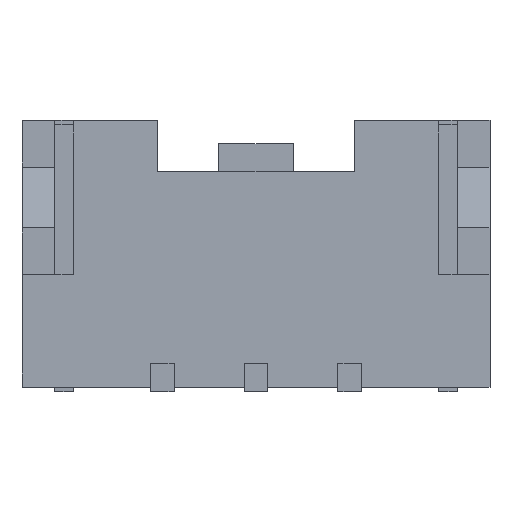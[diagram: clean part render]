
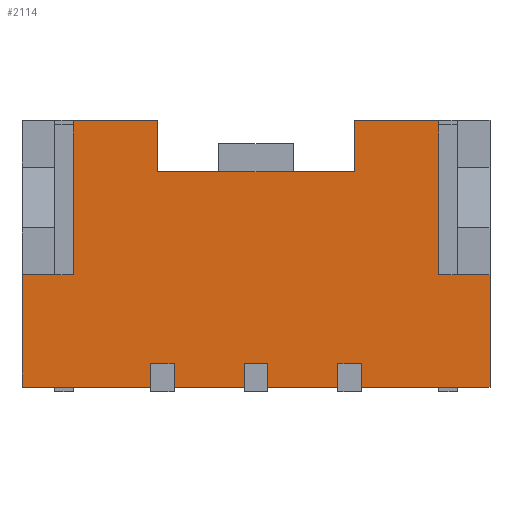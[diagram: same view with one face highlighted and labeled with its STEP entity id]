
A CAD part, front view. The second image highlights one B-rep face of the part: STEP entity #2114.
In plain terms, the highlighted planar face has unit normal (0, -1, 0).
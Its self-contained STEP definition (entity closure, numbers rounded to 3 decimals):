
#22=FACE_OUTER_BOUND('',#128,.T.);
#128=EDGE_LOOP('',(#1330,#1331,#1332,#1333,#1334,#1335,#1336,#1337,#1338,
#1339,#1340,#1341,#1342,#1343,#1344,#1345,#1346,#1347,#1348,#1349,#1350,
#1351,#1352,#1353,#1354,#1355,#1356,#1357));
#235=LINE('',#2850,#529);
#239=LINE('',#2858,#533);
#245=LINE('',#2870,#539);
#249=LINE('',#2878,#543);
#250=LINE('',#2880,#544);
#251=LINE('',#2882,#545);
#252=LINE('',#2884,#546);
#253=LINE('',#2886,#547);
#254=LINE('',#2888,#548);
#255=LINE('',#2890,#549);
#256=LINE('',#2892,#550);
#257=LINE('',#2894,#551);
#258=LINE('',#2896,#552);
#259=LINE('',#2898,#553);
#260=LINE('',#2900,#554);
#261=LINE('',#2902,#555);
#262=LINE('',#2904,#556);
#263=LINE('',#2906,#557);
#264=LINE('',#2908,#558);
#265=LINE('',#2910,#559);
#266=LINE('',#2912,#560);
#267=LINE('',#2914,#561);
#268=LINE('',#2916,#562);
#269=LINE('',#2918,#563);
#270=LINE('',#2920,#564);
#271=LINE('',#2922,#565);
#272=LINE('',#2924,#566);
#273=LINE('',#2925,#567);
#529=VECTOR('',#2341,1000.);
#533=VECTOR('',#2347,1000.);
#539=VECTOR('',#2357,1000.);
#543=VECTOR('',#2363,1000.);
#544=VECTOR('',#2364,1000.);
#545=VECTOR('',#2365,1000.);
#546=VECTOR('',#2366,1000.);
#547=VECTOR('',#2367,1000.);
#548=VECTOR('',#2368,1000.);
#549=VECTOR('',#2369,1000.);
#550=VECTOR('',#2370,1000.);
#551=VECTOR('',#2371,1000.);
#552=VECTOR('',#2372,1000.);
#553=VECTOR('',#2373,1000.);
#554=VECTOR('',#2374,1000.);
#555=VECTOR('',#2375,1000.);
#556=VECTOR('',#2376,1000.);
#557=VECTOR('',#2377,1000.);
#558=VECTOR('',#2378,1000.);
#559=VECTOR('',#2379,1000.);
#560=VECTOR('',#2380,1000.);
#561=VECTOR('',#2381,1000.);
#562=VECTOR('',#2382,1000.);
#563=VECTOR('',#2383,1000.);
#564=VECTOR('',#2384,1000.);
#565=VECTOR('',#2385,1000.);
#566=VECTOR('',#2386,1000.);
#567=VECTOR('',#2387,1000.);
#822=VERTEX_POINT('',#2846);
#824=VERTEX_POINT('',#2849);
#826=VERTEX_POINT('',#2855);
#831=VERTEX_POINT('',#2869);
#834=VERTEX_POINT('',#2877);
#835=VERTEX_POINT('',#2879);
#836=VERTEX_POINT('',#2881);
#837=VERTEX_POINT('',#2883);
#838=VERTEX_POINT('',#2885);
#839=VERTEX_POINT('',#2887);
#840=VERTEX_POINT('',#2889);
#841=VERTEX_POINT('',#2891);
#842=VERTEX_POINT('',#2893);
#843=VERTEX_POINT('',#2895);
#844=VERTEX_POINT('',#2897);
#845=VERTEX_POINT('',#2899);
#846=VERTEX_POINT('',#2901);
#847=VERTEX_POINT('',#2903);
#848=VERTEX_POINT('',#2905);
#849=VERTEX_POINT('',#2907);
#850=VERTEX_POINT('',#2909);
#851=VERTEX_POINT('',#2911);
#852=VERTEX_POINT('',#2913);
#853=VERTEX_POINT('',#2915);
#854=VERTEX_POINT('',#2917);
#855=VERTEX_POINT('',#2919);
#856=VERTEX_POINT('',#2921);
#857=VERTEX_POINT('',#2923);
#1017=EDGE_CURVE('',#822,#824,#235,.T.);
#1021=EDGE_CURVE('',#822,#826,#239,.T.);
#1027=EDGE_CURVE('',#824,#831,#245,.T.);
#1031=EDGE_CURVE('',#834,#826,#249,.T.);
#1032=EDGE_CURVE('',#835,#834,#250,.T.);
#1033=EDGE_CURVE('',#836,#835,#251,.T.);
#1034=EDGE_CURVE('',#836,#837,#252,.T.);
#1035=EDGE_CURVE('',#838,#837,#253,.T.);
#1036=EDGE_CURVE('',#839,#838,#254,.T.);
#1037=EDGE_CURVE('',#840,#839,#255,.T.);
#1038=EDGE_CURVE('',#840,#841,#256,.T.);
#1039=EDGE_CURVE('',#842,#841,#257,.T.);
#1040=EDGE_CURVE('',#843,#842,#258,.T.);
#1041=EDGE_CURVE('',#844,#843,#259,.T.);
#1042=EDGE_CURVE('',#845,#844,#260,.T.);
#1043=EDGE_CURVE('',#845,#846,#261,.T.);
#1044=EDGE_CURVE('',#847,#846,#262,.T.);
#1045=EDGE_CURVE('',#847,#848,#263,.T.);
#1046=EDGE_CURVE('',#848,#849,#264,.T.);
#1047=EDGE_CURVE('',#849,#850,#265,.T.);
#1048=EDGE_CURVE('',#850,#851,#266,.T.);
#1049=EDGE_CURVE('',#851,#852,#267,.T.);
#1050=EDGE_CURVE('',#852,#853,#268,.T.);
#1051=EDGE_CURVE('',#853,#854,#269,.T.);
#1052=EDGE_CURVE('',#854,#855,#270,.T.);
#1053=EDGE_CURVE('',#855,#856,#271,.T.);
#1054=EDGE_CURVE('',#856,#857,#272,.T.);
#1055=EDGE_CURVE('',#831,#857,#273,.T.);
#1330=ORIENTED_EDGE('',*,*,#1017,.F.);
#1331=ORIENTED_EDGE('',*,*,#1021,.T.);
#1332=ORIENTED_EDGE('',*,*,#1031,.F.);
#1333=ORIENTED_EDGE('',*,*,#1032,.F.);
#1334=ORIENTED_EDGE('',*,*,#1033,.F.);
#1335=ORIENTED_EDGE('',*,*,#1034,.T.);
#1336=ORIENTED_EDGE('',*,*,#1035,.F.);
#1337=ORIENTED_EDGE('',*,*,#1036,.F.);
#1338=ORIENTED_EDGE('',*,*,#1037,.F.);
#1339=ORIENTED_EDGE('',*,*,#1038,.T.);
#1340=ORIENTED_EDGE('',*,*,#1039,.F.);
#1341=ORIENTED_EDGE('',*,*,#1040,.F.);
#1342=ORIENTED_EDGE('',*,*,#1041,.F.);
#1343=ORIENTED_EDGE('',*,*,#1042,.F.);
#1344=ORIENTED_EDGE('',*,*,#1043,.T.);
#1345=ORIENTED_EDGE('',*,*,#1044,.F.);
#1346=ORIENTED_EDGE('',*,*,#1045,.T.);
#1347=ORIENTED_EDGE('',*,*,#1046,.T.);
#1348=ORIENTED_EDGE('',*,*,#1047,.T.);
#1349=ORIENTED_EDGE('',*,*,#1048,.T.);
#1350=ORIENTED_EDGE('',*,*,#1049,.T.);
#1351=ORIENTED_EDGE('',*,*,#1050,.T.);
#1352=ORIENTED_EDGE('',*,*,#1051,.T.);
#1353=ORIENTED_EDGE('',*,*,#1052,.T.);
#1354=ORIENTED_EDGE('',*,*,#1053,.T.);
#1355=ORIENTED_EDGE('',*,*,#1054,.T.);
#1356=ORIENTED_EDGE('',*,*,#1055,.F.);
#1357=ORIENTED_EDGE('',*,*,#1027,.F.);
#1902=PLANE('',#2234);
#2114=ADVANCED_FACE('',(#22),#1902,.F.);
#2234=AXIS2_PLACEMENT_3D('',#2876,#2361,#2362);
#2341=DIRECTION('',(-1.,0.,0.));
#2347=DIRECTION('',(0.,0.,-1.));
#2357=DIRECTION('',(0.,0.,-1.));
#2361=DIRECTION('center_axis',(0.,1.,0.));
#2362=DIRECTION('ref_axis',(0.,0.,1.));
#2363=DIRECTION('',(-1.,0.,0.));
#2364=DIRECTION('',(0.,0.,-1.));
#2365=DIRECTION('',(-1.,0.,0.));
#2366=DIRECTION('',(0.,0.,-1.));
#2367=DIRECTION('',(-1.,0.,0.));
#2368=DIRECTION('',(0.,0.,-1.));
#2369=DIRECTION('',(-1.,0.,0.));
#2370=DIRECTION('',(0.,0.,-1.));
#2371=DIRECTION('',(-1.,0.,0.));
#2372=DIRECTION('',(0.,0.,-1.));
#2373=DIRECTION('',(1.,0.,0.));
#2374=DIRECTION('',(1.,0.,0.));
#2375=DIRECTION('',(0.,0.,1.));
#2376=DIRECTION('',(0.,0.,-1.));
#2377=DIRECTION('',(-1.,0.,0.));
#2378=DIRECTION('',(0.,0.,-1.));
#2379=DIRECTION('',(-1.,0.,0.));
#2380=DIRECTION('',(0.,0.,1.));
#2381=DIRECTION('',(-1.,0.,0.));
#2382=DIRECTION('',(0.,0.,-1.));
#2383=DIRECTION('',(0.,0.,-1.));
#2384=DIRECTION('',(-1.,0.,0.));
#2385=DIRECTION('',(-1.,0.,0.));
#2386=DIRECTION('',(0.,0.,-1.));
#2387=DIRECTION('',(-1.,0.,0.));
#2846=CARTESIAN_POINT('',(-1.75,-4.45,0.5));
#2849=CARTESIAN_POINT('',(-2.25,-4.45,0.5));
#2850=CARTESIAN_POINT('',(5.,-4.45,0.5));
#2855=CARTESIAN_POINT('',(-1.75,-4.45,0.));
#2858=CARTESIAN_POINT('',(-1.75,-4.45,5.7));
#2869=CARTESIAN_POINT('',(-2.25,-4.45,0.));
#2870=CARTESIAN_POINT('',(-2.25,-4.45,5.7));
#2876=CARTESIAN_POINT('Origin',(5.,-4.45,5.7));
#2877=CARTESIAN_POINT('',(-0.25,-4.45,0.));
#2878=CARTESIAN_POINT('',(5.,-4.45,0.));
#2879=CARTESIAN_POINT('',(-0.25,-4.45,0.5));
#2880=CARTESIAN_POINT('',(-0.25,-4.45,5.7));
#2881=CARTESIAN_POINT('',(0.25,-4.45,0.5));
#2882=CARTESIAN_POINT('',(5.,-4.45,0.5));
#2883=CARTESIAN_POINT('',(0.25,-4.45,0.));
#2884=CARTESIAN_POINT('',(0.25,-4.45,5.7));
#2885=CARTESIAN_POINT('',(1.75,-4.45,0.));
#2886=CARTESIAN_POINT('',(5.,-4.45,0.));
#2887=CARTESIAN_POINT('',(1.75,-4.45,0.5));
#2888=CARTESIAN_POINT('',(1.75,-4.45,5.7));
#2889=CARTESIAN_POINT('',(2.25,-4.45,0.5));
#2890=CARTESIAN_POINT('',(5.,-4.45,0.5));
#2891=CARTESIAN_POINT('',(2.25,-4.45,0.));
#2892=CARTESIAN_POINT('',(2.25,-4.45,5.7));
#2893=CARTESIAN_POINT('',(5.,-4.45,0.));
#2894=CARTESIAN_POINT('',(5.,-4.45,0.));
#2895=CARTESIAN_POINT('',(5.,-4.45,2.4));
#2896=CARTESIAN_POINT('',(5.,-4.45,5.7));
#2897=CARTESIAN_POINT('',(4.3,-4.45,2.4));
#2898=CARTESIAN_POINT('',(3.9,-4.45,2.4));
#2899=CARTESIAN_POINT('',(3.9,-4.45,2.4));
#2900=CARTESIAN_POINT('',(3.9,-4.45,2.4));
#2901=CARTESIAN_POINT('',(3.9,-4.45,5.6));
#2902=CARTESIAN_POINT('',(3.9,-4.45,5.7));
#2903=CARTESIAN_POINT('',(3.9,-4.45,5.7));
#2904=CARTESIAN_POINT('',(3.9,-4.45,2.4));
#2905=CARTESIAN_POINT('',(2.1,-4.45,5.7));
#2906=CARTESIAN_POINT('',(5.,-4.45,5.7));
#2907=CARTESIAN_POINT('',(2.1,-4.45,4.6));
#2908=CARTESIAN_POINT('',(2.1,-4.45,5.7));
#2909=CARTESIAN_POINT('',(-2.1,-4.45,4.6));
#2910=CARTESIAN_POINT('',(2.1,-4.45,4.6));
#2911=CARTESIAN_POINT('',(-2.1,-4.45,5.7));
#2912=CARTESIAN_POINT('',(-2.1,-4.45,5.7));
#2913=CARTESIAN_POINT('',(-3.9,-4.45,5.7));
#2914=CARTESIAN_POINT('',(5.,-4.45,5.7));
#2915=CARTESIAN_POINT('',(-3.9,-4.45,5.6));
#2916=CARTESIAN_POINT('',(-3.9,-4.45,2.4));
#2917=CARTESIAN_POINT('',(-3.9,-4.45,2.4));
#2918=CARTESIAN_POINT('',(-3.9,-4.45,5.7));
#2919=CARTESIAN_POINT('',(-4.3,-4.45,2.4));
#2920=CARTESIAN_POINT('',(-3.9,-4.45,2.4));
#2921=CARTESIAN_POINT('',(-5.,-4.45,2.4));
#2922=CARTESIAN_POINT('',(-3.9,-4.45,2.4));
#2923=CARTESIAN_POINT('',(-5.,-4.45,0.));
#2924=CARTESIAN_POINT('',(-5.,-4.45,5.7));
#2925=CARTESIAN_POINT('',(5.,-4.45,0.));
